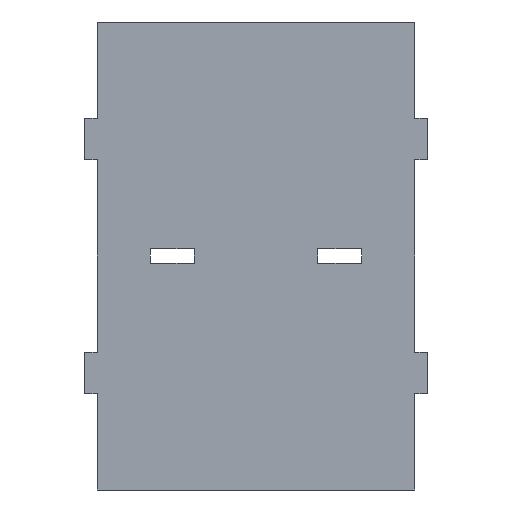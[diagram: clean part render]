
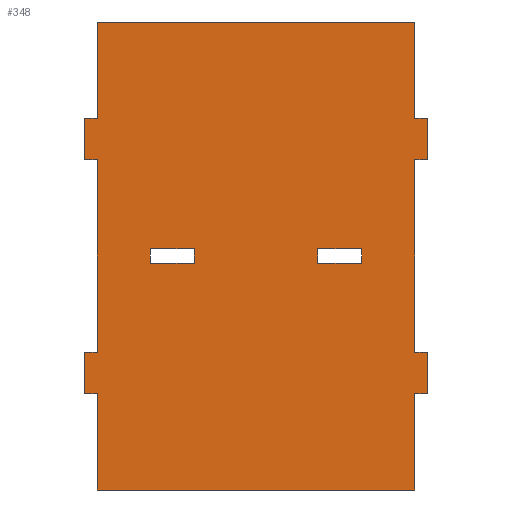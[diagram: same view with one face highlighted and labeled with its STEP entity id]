
A CAD part, front view. The second image highlights one B-rep face of the part: STEP entity #348.
In plain terms, the highlighted planar face has unit normal (0, -1, 0).
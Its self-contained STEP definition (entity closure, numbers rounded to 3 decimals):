
#24 = VERTEX_POINT('',#25);
#25 = CARTESIAN_POINT('',(38.,-1.5,56.));
#31 = EDGE_CURVE('',#24,#32,#34,.T.);
#32 = VERTEX_POINT('',#33);
#33 = CARTESIAN_POINT('',(-38.,-1.5,56.));
#34 = LINE('',#35,#36);
#35 = CARTESIAN_POINT('',(38.,-1.5,56.));
#36 = VECTOR('',#37,1.);
#37 = DIRECTION('',(-1.,0.,0.));
#62 = EDGE_CURVE('',#24,#63,#65,.T.);
#63 = VERTEX_POINT('',#64);
#64 = CARTESIAN_POINT('',(38.,-1.5,33.));
#65 = LINE('',#66,#67);
#66 = CARTESIAN_POINT('',(38.,-1.5,56.));
#67 = VECTOR('',#68,1.);
#68 = DIRECTION('',(0.,0.,-1.));
#95 = VERTEX_POINT('',#96);
#96 = CARTESIAN_POINT('',(-38.,-1.5,33.));
#102 = EDGE_CURVE('',#95,#32,#103,.T.);
#103 = LINE('',#104,#105);
#104 = CARTESIAN_POINT('',(-38.,-1.5,33.));
#105 = VECTOR('',#106,1.);
#106 = DIRECTION('',(0.,0.,1.));
#348 = ADVANCED_FACE('',(#349,#504,#538),#572,.F.);
#349 = FACE_BOUND('',#350,.F.);
#350 = EDGE_LOOP('',(#351,#352,#353,#361,#369,#377,#385,#393,#401,#409,
    #417,#425,#433,#441,#449,#457,#465,#473,#481,#489,#497,#503));
#351 = ORIENTED_EDGE('',*,*,#31,.F.);
#352 = ORIENTED_EDGE('',*,*,#62,.T.);
#353 = ORIENTED_EDGE('',*,*,#354,.T.);
#354 = EDGE_CURVE('',#63,#355,#357,.T.);
#355 = VERTEX_POINT('',#356);
#356 = CARTESIAN_POINT('',(41.,-1.5,33.));
#357 = LINE('',#358,#359);
#358 = CARTESIAN_POINT('',(38.,-1.5,33.));
#359 = VECTOR('',#360,1.);
#360 = DIRECTION('',(1.,0.,0.));
#361 = ORIENTED_EDGE('',*,*,#362,.T.);
#362 = EDGE_CURVE('',#355,#363,#365,.T.);
#363 = VERTEX_POINT('',#364);
#364 = CARTESIAN_POINT('',(41.,-1.5,23.));
#365 = LINE('',#366,#367);
#366 = CARTESIAN_POINT('',(41.,-1.5,33.));
#367 = VECTOR('',#368,1.);
#368 = DIRECTION('',(0.,0.,-1.));
#369 = ORIENTED_EDGE('',*,*,#370,.T.);
#370 = EDGE_CURVE('',#363,#371,#373,.T.);
#371 = VERTEX_POINT('',#372);
#372 = CARTESIAN_POINT('',(38.,-1.5,23.));
#373 = LINE('',#374,#375);
#374 = CARTESIAN_POINT('',(41.,-1.5,23.));
#375 = VECTOR('',#376,1.);
#376 = DIRECTION('',(-1.,0.,0.));
#377 = ORIENTED_EDGE('',*,*,#378,.T.);
#378 = EDGE_CURVE('',#371,#379,#381,.T.);
#379 = VERTEX_POINT('',#380);
#380 = CARTESIAN_POINT('',(38.,-1.5,0.));
#381 = LINE('',#382,#383);
#382 = CARTESIAN_POINT('',(38.,-1.5,23.));
#383 = VECTOR('',#384,1.);
#384 = DIRECTION('',(0.,0.,-1.));
#385 = ORIENTED_EDGE('',*,*,#386,.T.);
#386 = EDGE_CURVE('',#379,#387,#389,.T.);
#387 = VERTEX_POINT('',#388);
#388 = CARTESIAN_POINT('',(38.,-1.5,-23.));
#389 = LINE('',#390,#391);
#390 = CARTESIAN_POINT('',(38.,-1.5,0.));
#391 = VECTOR('',#392,1.);
#392 = DIRECTION('',(0.,0.,-1.));
#393 = ORIENTED_EDGE('',*,*,#394,.T.);
#394 = EDGE_CURVE('',#387,#395,#397,.T.);
#395 = VERTEX_POINT('',#396);
#396 = CARTESIAN_POINT('',(41.,-1.5,-23.));
#397 = LINE('',#398,#399);
#398 = CARTESIAN_POINT('',(38.,-1.5,-23.));
#399 = VECTOR('',#400,1.);
#400 = DIRECTION('',(1.,0.,0.));
#401 = ORIENTED_EDGE('',*,*,#402,.T.);
#402 = EDGE_CURVE('',#395,#403,#405,.T.);
#403 = VERTEX_POINT('',#404);
#404 = CARTESIAN_POINT('',(41.,-1.5,-33.));
#405 = LINE('',#406,#407);
#406 = CARTESIAN_POINT('',(41.,-1.5,-23.));
#407 = VECTOR('',#408,1.);
#408 = DIRECTION('',(0.,0.,-1.));
#409 = ORIENTED_EDGE('',*,*,#410,.T.);
#410 = EDGE_CURVE('',#403,#411,#413,.T.);
#411 = VERTEX_POINT('',#412);
#412 = CARTESIAN_POINT('',(38.,-1.5,-33.));
#413 = LINE('',#414,#415);
#414 = CARTESIAN_POINT('',(41.,-1.5,-33.));
#415 = VECTOR('',#416,1.);
#416 = DIRECTION('',(-1.,0.,0.));
#417 = ORIENTED_EDGE('',*,*,#418,.T.);
#418 = EDGE_CURVE('',#411,#419,#421,.T.);
#419 = VERTEX_POINT('',#420);
#420 = CARTESIAN_POINT('',(38.,-1.5,-56.));
#421 = LINE('',#422,#423);
#422 = CARTESIAN_POINT('',(38.,-1.5,-33.));
#423 = VECTOR('',#424,1.);
#424 = DIRECTION('',(0.,0.,-1.));
#425 = ORIENTED_EDGE('',*,*,#426,.F.);
#426 = EDGE_CURVE('',#427,#419,#429,.T.);
#427 = VERTEX_POINT('',#428);
#428 = CARTESIAN_POINT('',(-38.,-1.5,-56.));
#429 = LINE('',#430,#431);
#430 = CARTESIAN_POINT('',(-38.,-1.5,-56.));
#431 = VECTOR('',#432,1.);
#432 = DIRECTION('',(1.,0.,0.));
#433 = ORIENTED_EDGE('',*,*,#434,.F.);
#434 = EDGE_CURVE('',#435,#427,#437,.T.);
#435 = VERTEX_POINT('',#436);
#436 = CARTESIAN_POINT('',(-38.,-1.5,-33.));
#437 = LINE('',#438,#439);
#438 = CARTESIAN_POINT('',(-38.,-1.5,-33.));
#439 = VECTOR('',#440,1.);
#440 = DIRECTION('',(0.,0.,-1.));
#441 = ORIENTED_EDGE('',*,*,#442,.F.);
#442 = EDGE_CURVE('',#443,#435,#445,.T.);
#443 = VERTEX_POINT('',#444);
#444 = CARTESIAN_POINT('',(-41.,-1.5,-33.));
#445 = LINE('',#446,#447);
#446 = CARTESIAN_POINT('',(-41.,-1.5,-33.));
#447 = VECTOR('',#448,1.);
#448 = DIRECTION('',(1.,0.,0.));
#449 = ORIENTED_EDGE('',*,*,#450,.F.);
#450 = EDGE_CURVE('',#451,#443,#453,.T.);
#451 = VERTEX_POINT('',#452);
#452 = CARTESIAN_POINT('',(-41.,-1.5,-23.));
#453 = LINE('',#454,#455);
#454 = CARTESIAN_POINT('',(-41.,-1.5,-23.));
#455 = VECTOR('',#456,1.);
#456 = DIRECTION('',(0.,0.,-1.));
#457 = ORIENTED_EDGE('',*,*,#458,.F.);
#458 = EDGE_CURVE('',#459,#451,#461,.T.);
#459 = VERTEX_POINT('',#460);
#460 = CARTESIAN_POINT('',(-38.,-1.5,-23.));
#461 = LINE('',#462,#463);
#462 = CARTESIAN_POINT('',(-38.,-1.5,-23.));
#463 = VECTOR('',#464,1.);
#464 = DIRECTION('',(-1.,0.,0.));
#465 = ORIENTED_EDGE('',*,*,#466,.F.);
#466 = EDGE_CURVE('',#467,#459,#469,.T.);
#467 = VERTEX_POINT('',#468);
#468 = CARTESIAN_POINT('',(-38.,-1.5,0.));
#469 = LINE('',#470,#471);
#470 = CARTESIAN_POINT('',(-38.,-1.5,0.));
#471 = VECTOR('',#472,1.);
#472 = DIRECTION('',(0.,0.,-1.));
#473 = ORIENTED_EDGE('',*,*,#474,.F.);
#474 = EDGE_CURVE('',#475,#467,#477,.T.);
#475 = VERTEX_POINT('',#476);
#476 = CARTESIAN_POINT('',(-38.,-1.5,23.));
#477 = LINE('',#478,#479);
#478 = CARTESIAN_POINT('',(-38.,-1.5,23.));
#479 = VECTOR('',#480,1.);
#480 = DIRECTION('',(0.,0.,-1.));
#481 = ORIENTED_EDGE('',*,*,#482,.T.);
#482 = EDGE_CURVE('',#475,#483,#485,.T.);
#483 = VERTEX_POINT('',#484);
#484 = CARTESIAN_POINT('',(-41.,-1.5,23.));
#485 = LINE('',#486,#487);
#486 = CARTESIAN_POINT('',(-38.,-1.5,23.));
#487 = VECTOR('',#488,1.);
#488 = DIRECTION('',(-1.,0.,0.));
#489 = ORIENTED_EDGE('',*,*,#490,.T.);
#490 = EDGE_CURVE('',#483,#491,#493,.T.);
#491 = VERTEX_POINT('',#492);
#492 = CARTESIAN_POINT('',(-41.,-1.5,33.));
#493 = LINE('',#494,#495);
#494 = CARTESIAN_POINT('',(-41.,-1.5,23.));
#495 = VECTOR('',#496,1.);
#496 = DIRECTION('',(0.,0.,1.));
#497 = ORIENTED_EDGE('',*,*,#498,.T.);
#498 = EDGE_CURVE('',#491,#95,#499,.T.);
#499 = LINE('',#500,#501);
#500 = CARTESIAN_POINT('',(-41.,-1.5,33.));
#501 = VECTOR('',#502,1.);
#502 = DIRECTION('',(1.,0.,0.));
#503 = ORIENTED_EDGE('',*,*,#102,.T.);
#504 = FACE_BOUND('',#505,.F.);
#505 = EDGE_LOOP('',(#506,#516,#524,#532));
#506 = ORIENTED_EDGE('',*,*,#507,.T.);
#507 = EDGE_CURVE('',#508,#510,#512,.T.);
#508 = VERTEX_POINT('',#509);
#509 = CARTESIAN_POINT('',(-14.75,-1.5,1.75));
#510 = VERTEX_POINT('',#511);
#511 = CARTESIAN_POINT('',(-25.25,-1.5,1.75));
#512 = LINE('',#513,#514);
#513 = CARTESIAN_POINT('',(-12.625,-1.5,1.75));
#514 = VECTOR('',#515,1.);
#515 = DIRECTION('',(-1.,0.,0.));
#516 = ORIENTED_EDGE('',*,*,#517,.T.);
#517 = EDGE_CURVE('',#510,#518,#520,.T.);
#518 = VERTEX_POINT('',#519);
#519 = CARTESIAN_POINT('',(-25.25,-1.5,-1.75));
#520 = LINE('',#521,#522);
#521 = CARTESIAN_POINT('',(-25.25,-1.5,-0.875));
#522 = VECTOR('',#523,1.);
#523 = DIRECTION('',(0.,0.,-1.));
#524 = ORIENTED_EDGE('',*,*,#525,.T.);
#525 = EDGE_CURVE('',#518,#526,#528,.T.);
#526 = VERTEX_POINT('',#527);
#527 = CARTESIAN_POINT('',(-14.75,-1.5,-1.75));
#528 = LINE('',#529,#530);
#529 = CARTESIAN_POINT('',(-7.375,-1.5,-1.75));
#530 = VECTOR('',#531,1.);
#531 = DIRECTION('',(1.,0.,0.));
#532 = ORIENTED_EDGE('',*,*,#533,.T.);
#533 = EDGE_CURVE('',#526,#508,#534,.T.);
#534 = LINE('',#535,#536);
#535 = CARTESIAN_POINT('',(-14.75,-1.5,0.875));
#536 = VECTOR('',#537,1.);
#537 = DIRECTION('',(0.,0.,1.));
#538 = FACE_BOUND('',#539,.F.);
#539 = EDGE_LOOP('',(#540,#550,#558,#566));
#540 = ORIENTED_EDGE('',*,*,#541,.F.);
#541 = EDGE_CURVE('',#542,#544,#546,.T.);
#542 = VERTEX_POINT('',#543);
#543 = CARTESIAN_POINT('',(25.25,-1.5,1.75));
#544 = VERTEX_POINT('',#545);
#545 = CARTESIAN_POINT('',(25.25,-1.5,-1.75));
#546 = LINE('',#547,#548);
#547 = CARTESIAN_POINT('',(25.25,-1.5,-0.875));
#548 = VECTOR('',#549,1.);
#549 = DIRECTION('',(0.,0.,-1.));
#550 = ORIENTED_EDGE('',*,*,#551,.F.);
#551 = EDGE_CURVE('',#552,#542,#554,.T.);
#552 = VERTEX_POINT('',#553);
#553 = CARTESIAN_POINT('',(14.75,-1.5,1.75));
#554 = LINE('',#555,#556);
#555 = CARTESIAN_POINT('',(12.625,-1.5,1.75));
#556 = VECTOR('',#557,1.);
#557 = DIRECTION('',(1.,0.,0.));
#558 = ORIENTED_EDGE('',*,*,#559,.F.);
#559 = EDGE_CURVE('',#560,#552,#562,.T.);
#560 = VERTEX_POINT('',#561);
#561 = CARTESIAN_POINT('',(14.75,-1.5,-1.75));
#562 = LINE('',#563,#564);
#563 = CARTESIAN_POINT('',(14.75,-1.5,0.875));
#564 = VECTOR('',#565,1.);
#565 = DIRECTION('',(0.,0.,1.));
#566 = ORIENTED_EDGE('',*,*,#567,.F.);
#567 = EDGE_CURVE('',#544,#560,#568,.T.);
#568 = LINE('',#569,#570);
#569 = CARTESIAN_POINT('',(7.375,-1.5,-1.75));
#570 = VECTOR('',#571,1.);
#571 = DIRECTION('',(-1.,0.,0.));
#572 = PLANE('',#573);
#573 = AXIS2_PLACEMENT_3D('',#574,#575,#576);
#574 = CARTESIAN_POINT('',(0.,-1.5,0.));
#575 = DIRECTION('',(0.,1.,0.));
#576 = DIRECTION('',(0.,0.,1.));
